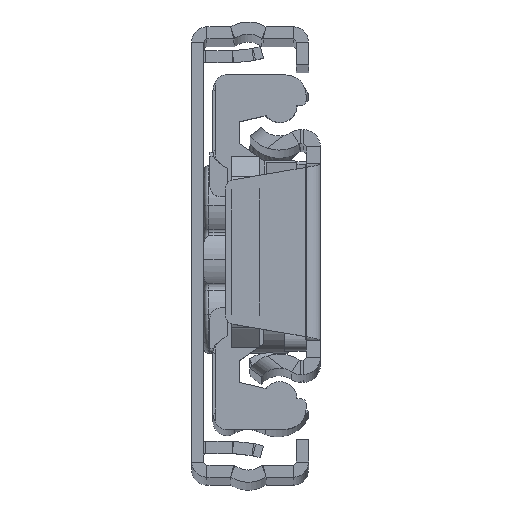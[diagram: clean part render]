
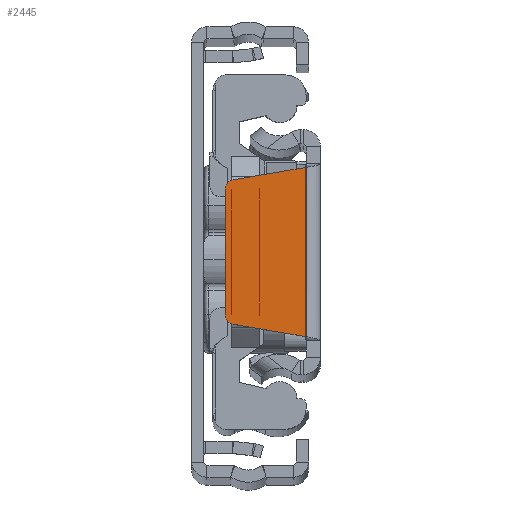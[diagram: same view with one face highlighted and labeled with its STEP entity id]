
A CAD part, top view. The second image highlights one B-rep face of the part: STEP entity #2445.
In plain terms, the highlighted planar face has unit normal (0, 0, 1).
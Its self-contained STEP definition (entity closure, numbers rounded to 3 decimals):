
#483 = VERTEX_POINT ( 'NONE', #19546 ) ;
#529 = CARTESIAN_POINT ( 'NONE',  ( -9.4, 6.156, 0. ) ) ;
#673 = AXIS2_PLACEMENT_3D ( 'NONE', #16444, #11460, #20663 ) ;
#674 = EDGE_CURVE ( 'NONE', #483, #12820, #17362, .T. ) ;
#1519 = DIRECTION ( 'NONE',  ( 0., 0., -1. ) ) ;
#1818 = CARTESIAN_POINT ( 'NONE',  ( -9.4, -6.156, 0. ) ) ;
#2026 = CARTESIAN_POINT ( 'NONE',  ( -8.4, 6.156, 0. ) ) ;
#2116 = CARTESIAN_POINT ( 'NONE',  ( -8.568, 7.142, 0. ) ) ;
#2445 = ADVANCED_FACE ( 'NONE', ( #2808 ), #20563, .F. ) ;
#2808 = FACE_OUTER_BOUND ( 'NONE', #6533, .T. ) ;
#3307 = CARTESIAN_POINT ( 'NONE',  ( -1.5, 8.35, 0. ) ) ;
#3431 = DIRECTION ( 'NONE',  ( 0.986, 0.168, 0. ) ) ;
#3979 = VERTEX_POINT ( 'NONE', #18334 ) ;
#5747 = VECTOR ( 'NONE', #12910, 1000. ) ;
#6119 = EDGE_CURVE ( 'NONE', #12820, #13837, #7879, .T. ) ;
#6533 = EDGE_LOOP ( 'NONE', ( #14067, #16694, #8276, #17800, #16601, #7973 ) ) ;
#6591 = DIRECTION ( 'NONE',  ( -1., 0., 0. ) ) ;
#7230 = VERTEX_POINT ( 'NONE', #2116 ) ;
#7423 = VECTOR ( 'NONE', #3431, 1000. ) ;
#7879 = CIRCLE ( 'NONE', #20909, 1. ) ;
#7973 = ORIENTED_EDGE ( 'NONE', *, *, #674, .F. ) ;
#8276 = ORIENTED_EDGE ( 'NONE', *, *, #16250, .F. ) ;
#9869 = DIRECTION ( 'NONE',  ( 0., 0., -1. ) ) ;
#10422 = DIRECTION ( 'NONE',  ( 0., 1., 0. ) ) ;
#11460 = DIRECTION ( 'NONE',  ( 0., 0., -1. ) ) ;
#11688 = EDGE_CURVE ( 'NONE', #13837, #3979, #17214, .T. ) ;
#11886 = VECTOR ( 'NONE', #18980, 1000. ) ;
#12820 = VERTEX_POINT ( 'NONE', #21006 ) ;
#12910 = DIRECTION ( 'NONE',  ( 0., -1., 0. ) ) ;
#13432 = CARTESIAN_POINT ( 'NONE',  ( -1.5, -8.35, 0. ) ) ;
#13837 = VERTEX_POINT ( 'NONE', #1818 ) ;
#14067 = ORIENTED_EDGE ( 'NONE', *, *, #21215, .F. ) ;
#15329 = CARTESIAN_POINT ( 'NONE',  ( -8.568, -7.142, 0. ) ) ;
#16250 = EDGE_CURVE ( 'NONE', #3979, #7230, #20291, .T. ) ;
#16270 = CARTESIAN_POINT ( 'NONE',  ( -8.4, -6.156, 0. ) ) ;
#16444 = CARTESIAN_POINT ( 'NONE',  ( -8.4, 6.156, 0. ) ) ;
#16601 = ORIENTED_EDGE ( 'NONE', *, *, #6119, .F. ) ;
#16694 = ORIENTED_EDGE ( 'NONE', *, *, #19955, .F. ) ;
#17167 = CARTESIAN_POINT ( 'NONE',  ( -1.5, 8.35, 0. ) ) ;
#17212 = AXIS2_PLACEMENT_3D ( 'NONE', #2026, #9869, #18356 ) ;
#17214 = LINE ( 'NONE', #529, #18940 ) ;
#17362 = LINE ( 'NONE', #15329, #11886 ) ;
#17800 = ORIENTED_EDGE ( 'NONE', *, *, #11688, .F. ) ;
#18162 = LINE ( 'NONE', #3307, #7423 ) ;
#18334 = CARTESIAN_POINT ( 'NONE',  ( -9.4, 6.156, 0. ) ) ;
#18356 = DIRECTION ( 'NONE',  ( -1., 0., 0. ) ) ;
#18940 = VECTOR ( 'NONE', #10422, 1000. ) ;
#18980 = DIRECTION ( 'NONE',  ( -0.986, 0.168, 0. ) ) ;
#19546 = CARTESIAN_POINT ( 'NONE',  ( -1.5, -8.35, 0. ) ) ;
#19955 = EDGE_CURVE ( 'NONE', #7230, #20457, #18162, .T. ) ;
#20088 = LINE ( 'NONE', #13432, #5747 ) ;
#20291 = CIRCLE ( 'NONE', #17212, 1. ) ;
#20457 = VERTEX_POINT ( 'NONE', #17167 ) ;
#20563 = PLANE ( 'NONE',  #673 ) ;
#20663 = DIRECTION ( 'NONE',  ( -1., 0., 0. ) ) ;
#20909 = AXIS2_PLACEMENT_3D ( 'NONE', #16270, #1519, #6591 ) ;
#21006 = CARTESIAN_POINT ( 'NONE',  ( -8.568, -7.142, 0. ) ) ;
#21215 = EDGE_CURVE ( 'NONE', #20457, #483, #20088, .T. ) ;
